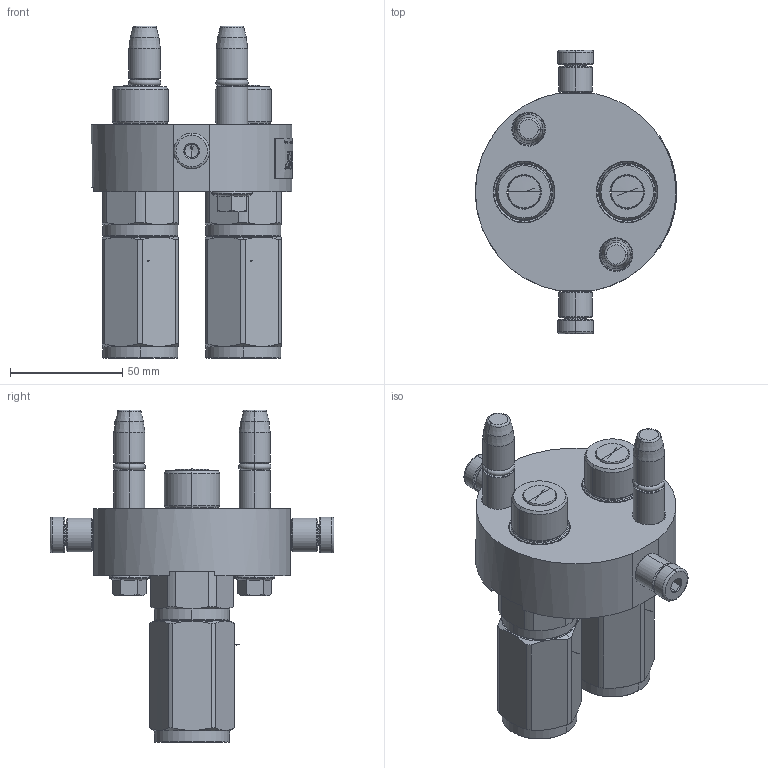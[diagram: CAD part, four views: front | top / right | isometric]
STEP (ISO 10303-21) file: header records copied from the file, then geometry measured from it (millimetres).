
FILE_DESCRIPTION (( 'STEP AP214' ), '1' );
FILE_NAME ('FASTER.step', '2022-10-24T12:44:53', ( '' ), ( '' ), 'SwSTEP 2.0', 'SolidWorks 2017', '' );
FILE_SCHEMA (( 'AUTOMOTIVE_DESIGN' ));
Length unit declared in the file: millimetre
Products named in the file (11): 1540_080_0008_000; 4830_013_3000_030; P208_M_BASE; et002_tonda; 4830_028_1000_011; 3ffnp12-34g_m; or2_62x9_19_m; 4830_021_0000_000; 4820_010_0000_021; FASTER
Assembly tree (16 placements, depth 3):
  FASTER
    P208_M_BASE
      4820_010_0000_021
      4830_021_0000_000  x2
      or2_62x9_19_m  x2
      1540_080_0008_000  x2
      4830_013_3000_030  x2
      4830_028_1000_011  x2
    3ffnp12-34g_m  x2
      3ffnp12-34g_m
    et002_tonda
Bounding box: 89.8 x 126.6 x 148.2 mm (x, y, z)
Volume: 2880 mm3; surface area: 85859.1 mm2
Topology: 5 solids, 42 shells, 1685 faces, 4865 edges, 3226 vertices
Faces by surface type: plane 752, bspline 321, cylinder 296, cone 232, torus 84
Entity records: 51847 total; most frequent: CARTESIAN_POINT 17793, ORIENTED_EDGE 6850, DIRECTION 5160, EDGE_CURVE 3608, VERTEX_POINT 2394, VECTOR 1998, LINE 1998, AXIS2_PLACEMENT_3D 1581
